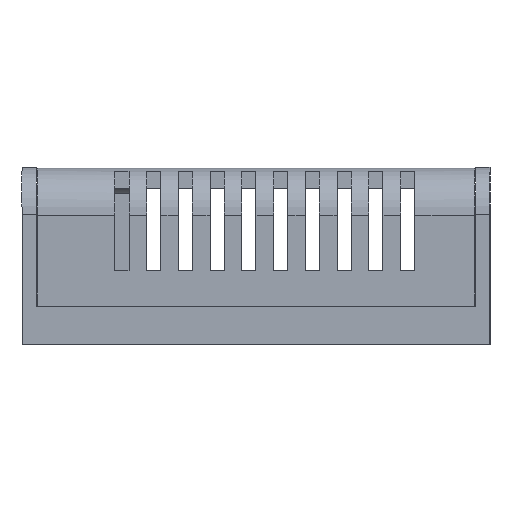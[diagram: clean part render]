
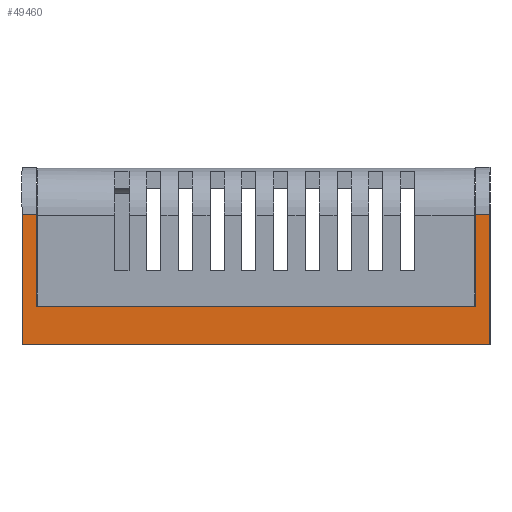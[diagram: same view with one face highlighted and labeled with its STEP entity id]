
A CAD part, left-side view. The second image highlights one B-rep face of the part: STEP entity #49460.
In plain terms, the highlighted planar face has unit normal (-1, 0, 0).
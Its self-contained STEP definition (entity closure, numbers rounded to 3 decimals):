
#2477=PLANE('',#51868);
#4776=FACE_OUTER_BOUND('',#7331,.T.);
#7331=EDGE_LOOP('',(#46096,#46097,#46098,#46099,#46100,#46101,#46102,#46103));
#7629=LINE('',#64221,#14506);
#9957=LINE('',#68879,#16834);
#13874=LINE('',#76752,#20751);
#13930=LINE('',#76854,#20807);
#13936=LINE('',#76865,#20813);
#13937=LINE('',#76867,#20814);
#13939=LINE('',#76874,#20816);
#13940=LINE('',#76877,#20817);
#14506=VECTOR('',#52372,10.);
#16834=VECTOR('',#54996,10.);
#20751=VECTOR('',#62835,10.);
#20807=VECTOR('',#62951,10.);
#20813=VECTOR('',#62965,10.);
#20814=VECTOR('',#62968,10.);
#20816=VECTOR('',#62976,10.);
#20817=VECTOR('',#62981,10.);
#21516=VERTEX_POINT('',#64218);
#21517=VERTEX_POINT('',#64220);
#23698=VERTEX_POINT('',#68876);
#23699=VERTEX_POINT('',#68878);
#25693=VERTEX_POINT('',#76749);
#25694=VERTEX_POINT('',#76751);
#25710=VERTEX_POINT('',#76853);
#25713=VERTEX_POINT('',#76873);
#26239=EDGE_CURVE('',#21517,#21516,#7629,.T.);
#28569=EDGE_CURVE('',#23699,#23698,#9957,.T.);
#32504=EDGE_CURVE('',#25693,#25694,#13874,.T.);
#32561=EDGE_CURVE('',#25710,#21516,#13930,.T.);
#32567=EDGE_CURVE('',#21517,#23698,#13936,.T.);
#32568=EDGE_CURVE('',#23699,#25693,#13937,.T.);
#32571=EDGE_CURVE('',#25694,#25713,#13939,.T.);
#32573=EDGE_CURVE('',#25713,#25710,#13940,.T.);
#46096=ORIENTED_EDGE('',*,*,#32571,.F.);
#46097=ORIENTED_EDGE('',*,*,#32504,.F.);
#46098=ORIENTED_EDGE('',*,*,#32568,.F.);
#46099=ORIENTED_EDGE('',*,*,#28569,.T.);
#46100=ORIENTED_EDGE('',*,*,#32567,.F.);
#46101=ORIENTED_EDGE('',*,*,#26239,.T.);
#46102=ORIENTED_EDGE('',*,*,#32561,.F.);
#46103=ORIENTED_EDGE('',*,*,#32573,.F.);
#49460=ADVANCED_FACE('',(#4776),#2477,.T.);
#51868=AXIS2_PLACEMENT_3D('',#76879,#62983,#62984);
#52372=DIRECTION('',(0.,0.,-1.));
#54996=DIRECTION('',(0.,0.,1.));
#62835=DIRECTION('',(0.,0.,1.));
#62951=DIRECTION('',(0.,1.,0.));
#62965=DIRECTION('',(0.,-1.,0.));
#62968=DIRECTION('',(0.,-1.,0.));
#62976=DIRECTION('',(0.,-1.,0.));
#62981=DIRECTION('',(0.,0.,-1.));
#62983=DIRECTION('center_axis',(-1.,0.,0.));
#62984=DIRECTION('ref_axis',(0.,-1.,0.));
#64218=CARTESIAN_POINT('',(-24.7,54.75,-16.16));
#64220=CARTESIAN_POINT('',(-24.7,54.75,11.5));
#64221=CARTESIAN_POINT('',(-24.7,54.75,-13.16));
#68876=CARTESIAN_POINT('',(-24.7,51.75,11.5));
#68878=CARTESIAN_POINT('',(-24.7,51.75,-8.16));
#68879=CARTESIAN_POINT('',(-24.7,51.75,-13.16));
#76749=CARTESIAN_POINT('',(-24.7,-41.75,-8.16));
#76751=CARTESIAN_POINT('',(-24.7,-41.75,11.5));
#76752=CARTESIAN_POINT('',(-24.7,-41.75,-13.16));
#76853=CARTESIAN_POINT('',(-24.7,-44.75,-16.16));
#76854=CARTESIAN_POINT('',(-24.7,-38.45,-16.16));
#76865=CARTESIAN_POINT('',(-24.7,29.875,11.5));
#76867=CARTESIAN_POINT('',(-24.7,-41.75,-8.16));
#76873=CARTESIAN_POINT('',(-24.7,-44.75,11.5));
#76874=CARTESIAN_POINT('',(-24.7,-18.375,11.5));
#76877=CARTESIAN_POINT('',(-24.7,-44.75,-13.16));
#76879=CARTESIAN_POINT('Origin',(-24.7,-41.75,-13.16));
